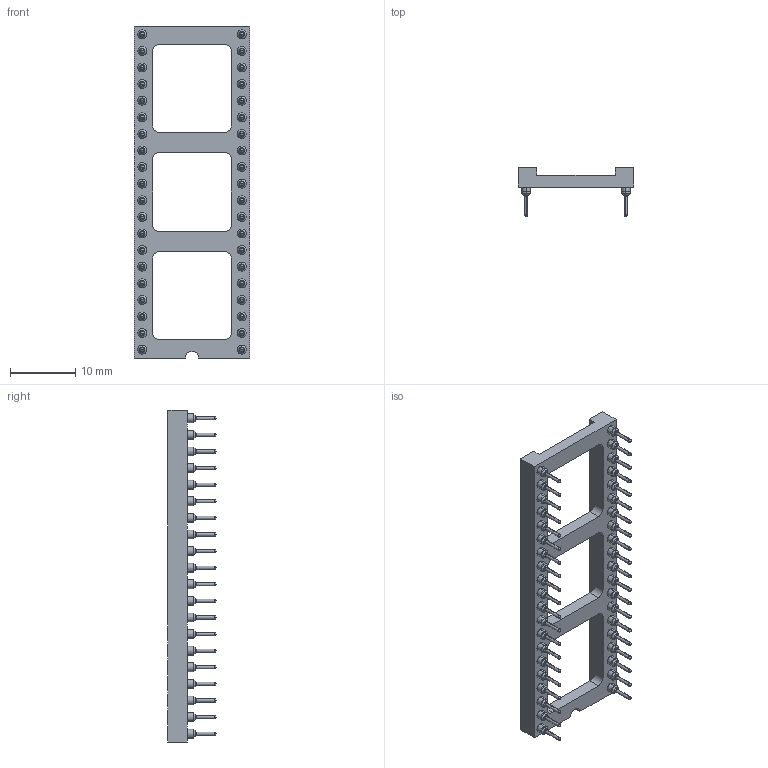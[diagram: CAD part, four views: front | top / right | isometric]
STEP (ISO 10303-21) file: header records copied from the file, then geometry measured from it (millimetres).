
FILE_DESCRIPTION (( 'STEP AP214' ), '1' );
FILE_NAME ('User Library-DIP-40_IC_SOCKET.STEP', '2023-05-06T15:37:28', ( '' ), ( '' ), 'SwSTEP 2.0', 'SolidWorks 2022', '' );
FILE_SCHEMA (( 'AUTOMOTIVE_DESIGN' ));
Length unit declared in the file: millimetre
Products named in the file (3): DIP-40_SOCKET_BODY; User Library-DIP-40_IC_SOCKET; 1P_SOCKET
Assembly tree (41 placements, depth 2):
  User Library-DIP-40_IC_SOCKET
    DIP-40_SOCKET_BODY
    1P_SOCKET  x40
Bounding box: 17.7 x 7.37 x 50.8 mm (x, y, z)
Volume: 1057.3 mm3; surface area: 3678.4 mm2
Topology: 41 solids, 41 shells, 1274 faces, 2945 edges, 1710 vertices
Faces by surface type: cylinder 574, cone 320, plane 220, bspline 160
Entity records: 11365 total; most frequent: DIRECTION 1617, CARTESIAN_POINT 1431, ORIENTED_EDGE 1276, AXIS2_PLACEMENT_3D 681, EDGE_CURVE 638, VERTEX_POINT 423, EDGE_LOOP 387, CIRCLE 381
